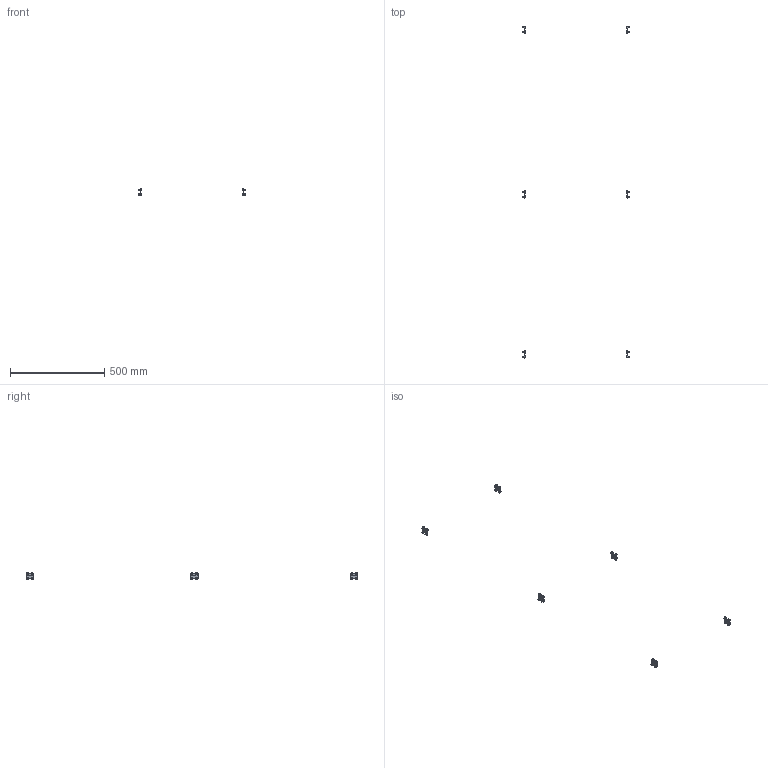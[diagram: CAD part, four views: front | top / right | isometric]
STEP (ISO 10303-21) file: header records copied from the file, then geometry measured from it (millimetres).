
FILE_DESCRIPTION(('STEP AP214'),'1');
FILE_NAME('cctmp_16213993-7E54-42CF-A180-6DABEFFBE429_2023_03_28_20_05_41_0425..stp','2023-03-28T18:05:42',('SIEMENS A&D'),('CADClick - www.CADClick.com'),'Spatial InterOp 3D postprocessed',' ','unknown authorization');
FILE_SCHEMA(('AUTOMOTIVE_DESIGN'));
Length unit declared in the file: millimetre
Products named in the file (7): cc_unnamed; 2023_03_28_20_05_41_0395; 2023_03_28_20_05_41_0391; 2023_03_28_20_05_41_0387; 2023_03_28_20_05_41_0383; 2023_03_28_20_05_41_0380; 2023_03_28_20_05_41_0376
Assembly tree (6 placements, depth 2):
  cc_unnamed
    2023_03_28_20_05_41_0395
    2023_03_28_20_05_41_0391
    2023_03_28_20_05_41_0387
    2023_03_28_20_05_41_0383
    2023_03_28_20_05_41_0380
    2023_03_28_20_05_41_0376
Bounding box: 567 x 1765 x 41.51 mm (x, y, z)
Volume: 34151.6 mm3; surface area: 34404.1 mm2
Topology: 6 solids, 6 shells, 672 faces, 1704 edges, 1080 vertices
Faces by surface type: plane 312, cylinder 264, bspline 48, cone 48
Entity records: 23720 total; most frequent: CARTESIAN_POINT 4903, DIRECTION 3710, ORIENTED_EDGE 3408, EDGE_CURVE 1704, AXIS2_PLACEMENT_3D 1423, VERTEX_POINT 1080, LINE 864, VECTOR 864
